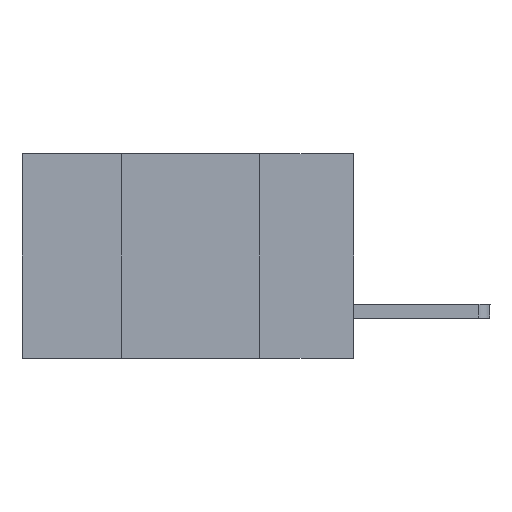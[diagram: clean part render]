
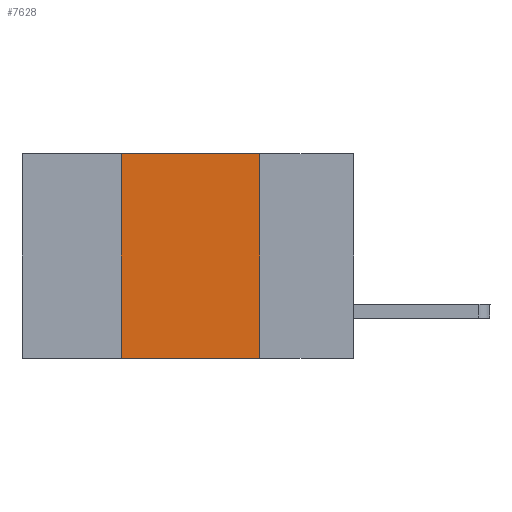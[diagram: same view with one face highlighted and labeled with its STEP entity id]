
A CAD part, left-side view. The second image highlights one B-rep face of the part: STEP entity #7628.
In plain terms, the highlighted planar face has unit normal (-1, 0, 0).
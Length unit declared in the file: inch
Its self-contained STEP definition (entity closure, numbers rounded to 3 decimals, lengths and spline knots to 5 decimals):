
#131 = LINE ( 'NONE', #6131, #5127 ) ;
#196 = VERTEX_POINT ( 'NONE', #2297 ) ;
#383 = EDGE_LOOP ( 'NONE', ( #978, #5916, #1794, #962 ) ) ;
#962 = ORIENTED_EDGE ( 'NONE', *, *, #4338, .T. ) ;
#978 = ORIENTED_EDGE ( 'NONE', *, *, #9346, .F. ) ;
#1380 = CARTESIAN_POINT ( 'NONE',  ( 0., 0.6, 0. ) ) ;
#1794 = ORIENTED_EDGE ( 'NONE', *, *, #6738, .F. ) ;
#1816 = CARTESIAN_POINT ( 'NONE',  ( 0., 0.17, 0. ) ) ;
#2134 = DIRECTION ( 'NONE',  ( 0., 0., -1. ) ) ;
#2241 = DIRECTION ( 'NONE',  ( 0., 0., 1. ) ) ;
#2297 = CARTESIAN_POINT ( 'NONE',  ( 0., 0.17, 0. ) ) ;
#2415 = VECTOR ( 'NONE', #2241, 39.37008 ) ;
#2741 = VERTEX_POINT ( 'NONE', #4893 ) ;
#3627 = PLANE ( 'NONE',  #6438 ) ;
#3680 = CARTESIAN_POINT ( 'NONE',  ( 0., 0.42, 0. ) ) ;
#4316 = VECTOR ( 'NONE', #4898, 39.37008 ) ;
#4338 = EDGE_CURVE ( 'NONE', #2741, #5117, #6890, .T. ) ;
#4474 = VERTEX_POINT ( 'NONE', #7079 ) ;
#4507 = DIRECTION ( 'NONE',  ( 0., -1., 0. ) ) ;
#4893 = CARTESIAN_POINT ( 'NONE',  ( 0., 0.42, -0.37 ) ) ;
#4898 = DIRECTION ( 'NONE',  ( 0., 0., -1. ) ) ;
#5117 = VERTEX_POINT ( 'NONE', #8686 ) ;
#5127 = VECTOR ( 'NONE', #5493, 39.37008 ) ;
#5493 = DIRECTION ( 'NONE',  ( 0., -1., 0. ) ) ;
#5916 = ORIENTED_EDGE ( 'NONE', *, *, #7995, .F. ) ;
#6023 = CARTESIAN_POINT ( 'NONE',  ( 0., 0.6, -0.37 ) ) ;
#6131 = CARTESIAN_POINT ( 'NONE',  ( 0., 0.6, 0. ) ) ;
#6371 = LINE ( 'NONE', #1816, #4316 ) ;
#6438 = AXIS2_PLACEMENT_3D ( 'NONE', #1380, #8079, #2134 ) ;
#6655 = LINE ( 'NONE', #3680, #2415 ) ;
#6738 = EDGE_CURVE ( 'NONE', #2741, #4474, #6655, .T. ) ;
#6890 = LINE ( 'NONE', #6023, #8267 ) ;
#7079 = CARTESIAN_POINT ( 'NONE',  ( 0., 0.42, 0. ) ) ;
#7628 = ADVANCED_FACE ( 'NONE', ( #8884 ), #3627, .F. ) ;
#7995 = EDGE_CURVE ( 'NONE', #4474, #196, #131, .T. ) ;
#8079 = DIRECTION ( 'NONE',  ( 1., 0., 0. ) ) ;
#8267 = VECTOR ( 'NONE', #4507, 39.37008 ) ;
#8686 = CARTESIAN_POINT ( 'NONE',  ( 0., 0.17, -0.37 ) ) ;
#8884 = FACE_OUTER_BOUND ( 'NONE', #383, .T. ) ;
#9346 = EDGE_CURVE ( 'NONE', #196, #5117, #6371, .T. ) ;
